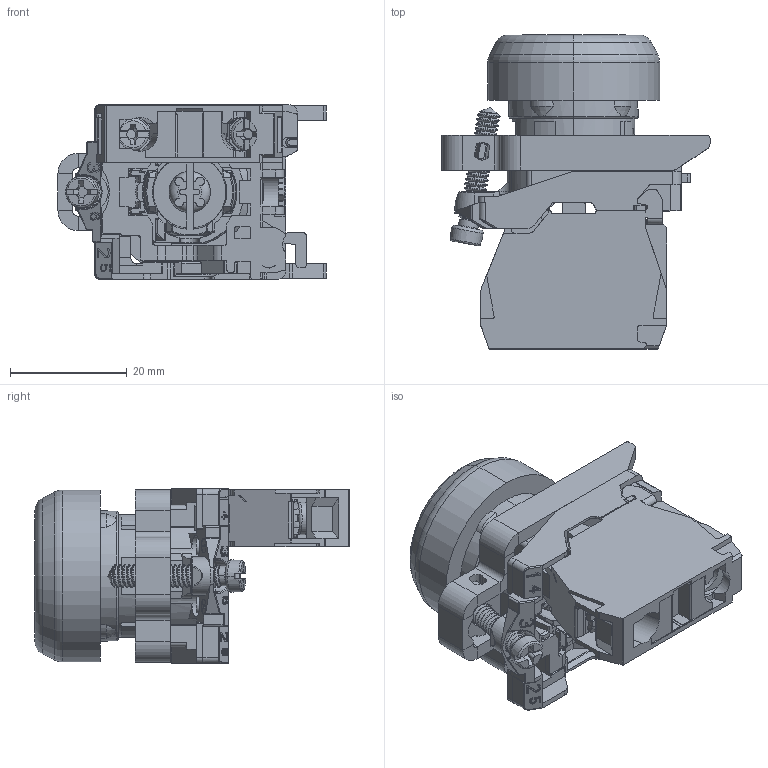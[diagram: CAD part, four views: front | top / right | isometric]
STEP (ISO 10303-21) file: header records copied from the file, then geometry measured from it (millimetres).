
FILE_DESCRIPTION((''),'2;1');
FILE_NAME('XB4BP31_ASM','2023-07-04T',('Administrator'),('zyb.com'),'PRO/ENGINEER BY PARAMETRIC TECHNOLOGY CORPORATION, 2010280','PRO/ENGINEER BY PARAMETRIC TECHNOLOGY CORPORATION, 2010280','');
FILE_SCHEMA(('AUTOMOTIVE_DESIGN { 1 0 10303 214 1 1 1 1 }'));
Length unit declared in the file: millimetre
Products named in the file (4): ZB4BE009; ZBE101; ZB4BP3C; XB4BP31_ASM
Assembly tree (3 placements, depth 2):
  XB4BP31_ASM
    ZB4BE009
    ZBE101
    ZB4BP3C
Bounding box: 46 x 53.9 x 30 mm (x, y, z)
Volume: 21512.2 mm3; surface area: 18777.5 mm2
Topology: 14 solids, 22 shells, 3637 faces, 9770 edges, 6223 vertices
Faces by surface type: plane 1964, cylinder 1065, bspline 254, torus 165, cone 119, sphere 70
Entity records: 155605 total; most frequent: CARTESIAN_POINT 40029, ORIENTED_EDGE 19532, DIRECTION 17841, EDGE_CURVE 9766, VECTOR 6273, LINE 6273, VERTEX_POINT 6223, AXIS2_PLACEMENT_3D 5784
